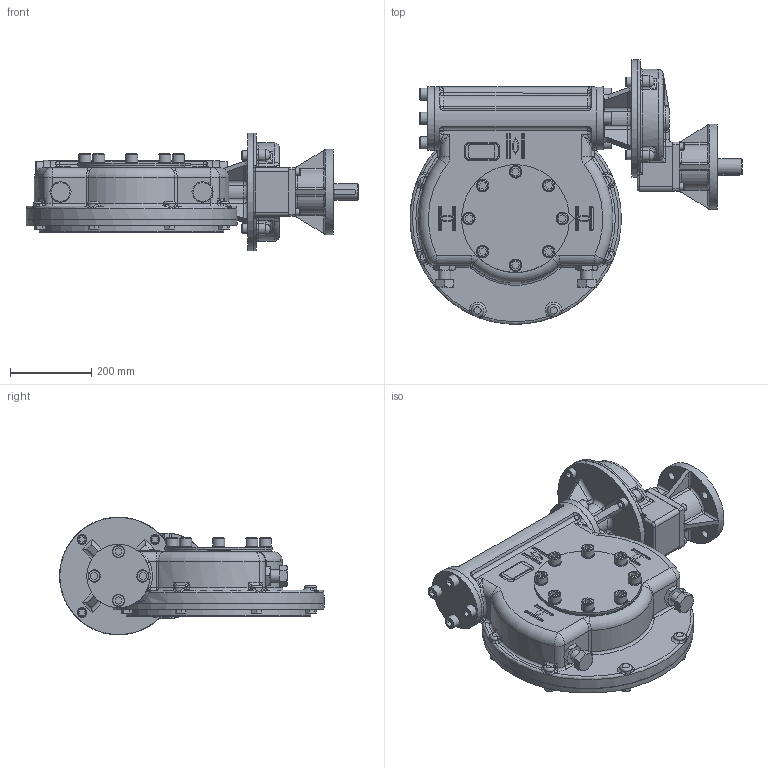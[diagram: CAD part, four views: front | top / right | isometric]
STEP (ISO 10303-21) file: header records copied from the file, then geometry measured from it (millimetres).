
FILE_DESCRIPTION(/* description */ ('Unknown'),/* implementation_level */ '2;1');
FILE_NAME(/* name */ 'PUB-IW8FBIRS-F16-F30',/* time_stamp */ '2016-06-29T13:25:23+01:00',/* author */ ('Unknown'),/* organization */ ('Unknown'),/* preprocessor_version */ 'ST-DEVELOPER v16',/* originating_system */ 'DEX',/* authorisation */ $);
FILE_SCHEMA (('AUTOMOTIVE_DESIGN {1 0 10303 214 3 1 1}'));
Products named in the file (1): PUB-IW8FBIRS-F16-F30
Bounding box: 817.13 x 650.94 x 289.28 mm (x, y, z)
Surface area: 1513328.1 mm2 (no closed solid volume)
Topology: 0 solids, 73 shells, 1121 faces, 3035 edges, 1884 vertices
Faces by surface type: plane 423, cylinder 260, torus 134, cone 126, bspline 114, sphere 64
Full cylindrical faces by diameter (mm): 17 x8, 17.294 x8, 18 x4, 20.5 x4, 24 x4, 30 x18, 30.7 x8, 40 x1, 50 x1, 130 x1, 155 x1, 195 x1, 210 x1, 260 x1, 289 x1, 454.5 x1
Entity records: 51276 total; most frequent: CARTESIAN_POINT 24889, DIRECTION 5238, ORIENTED_EDGE 4955, EDGE_CURVE 2758, AXIS2_PLACEMENT_3D 2093, VERTEX_POINT 1833, FACE_BOUND 1399, EDGE_LOOP 1391
